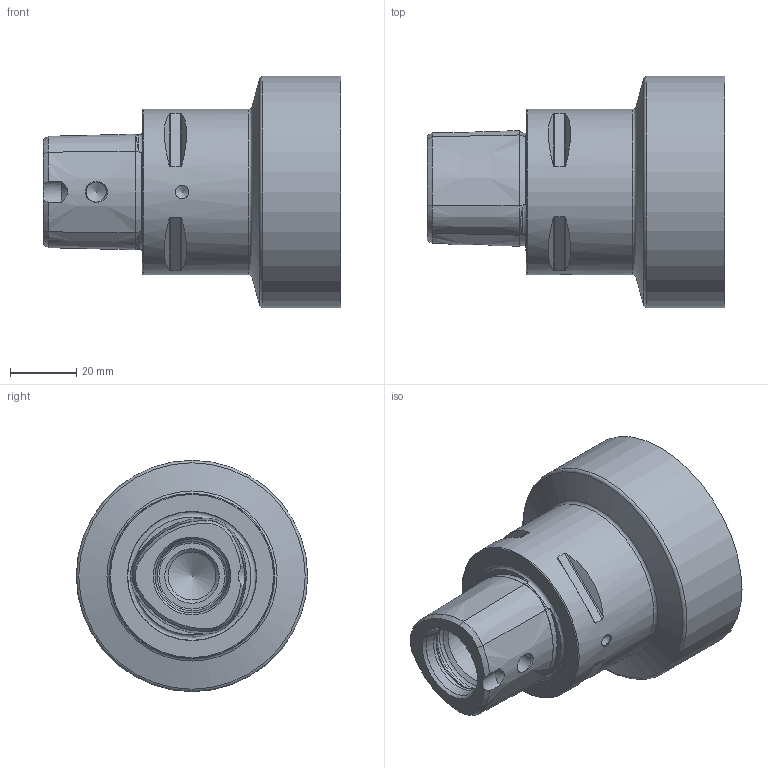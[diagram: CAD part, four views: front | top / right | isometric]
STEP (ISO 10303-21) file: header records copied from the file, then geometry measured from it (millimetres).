
FILE_DESCRIPTION (( 'STEP AP214' ), '1' );
FILE_NAME ('PS5.Ro7.001.060.STEP', '2020-09-22T11:07:07', ( '' ), ( '' ), 'SwSTEP 2.0', 'SolidWorks 2017', '' );
FILE_SCHEMA (( 'AUTOMOTIVE_DESIGN' ));
Length unit declared in the file: millimetre
Products named in the file (1): PS5.Ro7.001.060
Bounding box: 90 x 70 x 70 mm (x, y, z)
Volume: 178746.5 mm3; surface area: 24587.9 mm2
Topology: 1 solids, 1 shells, 90 faces, 210 edges, 128 vertices
Faces by surface type: cone 36, cylinder 19, plane 19, torus 16
Full cylindrical faces by diameter (mm): 1.6 x1, 4 x1, 6.1 x2, 14.5 x1, 21 x2, 24 x1, 50 x1, 70 x1
Entity records: 2841 total; most frequent: CARTESIAN_POINT 979, DIRECTION 374, ORIENTED_EDGE 342, EDGE_CURVE 171, AXIS2_PLACEMENT_3D 166, EDGE_LOOP 128, VERTEX_POINT 119, FACE_OUTER_BOUND 107
